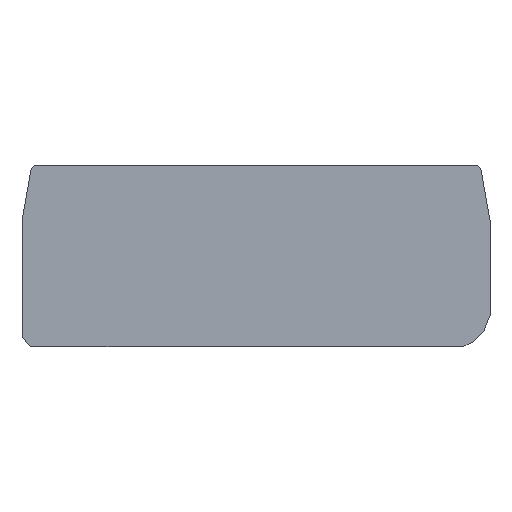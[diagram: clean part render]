
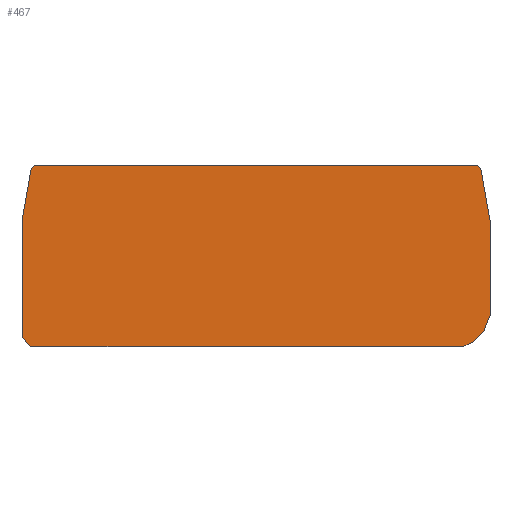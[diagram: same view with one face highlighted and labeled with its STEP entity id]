
A CAD part, top view. The second image highlights one B-rep face of the part: STEP entity #467.
In plain terms, the highlighted free-form (B-spline) face has degree [1, 1] with [2, 2] control points.
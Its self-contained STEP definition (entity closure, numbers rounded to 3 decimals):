
#33=CARTESIAN_POINT('',(-30.6,-10.6,2.2));
#34=VERTEX_POINT('',#33);
#40=CARTESIAN_POINT('',(-31.8,-9.4,2.2));
#41=VERTEX_POINT('',#40);
#42=CARTESIAN_POINT('',(-30.6,-10.6,2.2));
#43=CARTESIAN_POINT('',(-31.8,-10.6,2.2));
#44=CARTESIAN_POINT('',(-31.8,-9.4,2.2));
#45=(BOUNDED_CURVE()B_SPLINE_CURVE(2,(#42,#43,#44),.CIRCULAR_ARC.,.F.,.U.)B_SPLINE_CURVE_WITH_KNOTS((3,3),(0.,1.),.UNSPECIFIED.)CURVE()GEOMETRIC_REPRESENTATION_ITEM()RATIONAL_B_SPLINE_CURVE((1.,0.707,1.))REPRESENTATION_ITEM(''));
#46=EDGE_CURVE('',#34,#41,#45,.T.);
#70=CARTESIAN_POINT('',(-31.8,6.501,2.2));
#71=VERTEX_POINT('',#70);
#72=CARTESIAN_POINT('',(-31.8,-9.4,2.2));
#73=CARTESIAN_POINT('',(-31.8,6.501,2.2));
#74=B_SPLINE_CURVE_WITH_KNOTS('',1,(#72,#73),.POLYLINE_FORM.,.F.,.U.,(2,2),(0.,1.),.UNSPECIFIED.);
#75=EDGE_CURVE('',#41,#71,#74,.T.);
#98=CARTESIAN_POINT('',(-30.548,13.587,2.2));
#99=VERTEX_POINT('',#98);
#100=CARTESIAN_POINT('',(-31.8,6.501,2.2));
#101=CARTESIAN_POINT('',(-30.548,13.587,2.2));
#102=B_SPLINE_CURVE_WITH_KNOTS('',1,(#100,#101),.POLYLINE_FORM.,.F.,.U.,(2,2),(0.,1.),.UNSPECIFIED.);
#103=EDGE_CURVE('',#71,#99,#102,.T.);
#140=CARTESIAN_POINT('',(-30.055,14.,2.2));
#141=VERTEX_POINT('',#140);
#142=CARTESIAN_POINT('',(-30.548,13.587,2.2));
#143=CARTESIAN_POINT('',(-30.475,14.,2.2));
#144=CARTESIAN_POINT('',(-30.055,14.,2.2));
#145=(BOUNDED_CURVE()B_SPLINE_CURVE(2,(#142,#143,#144),.CIRCULAR_ARC.,.F.,.U.)B_SPLINE_CURVE_WITH_KNOTS((3,3),(0.,1.),.UNSPECIFIED.)CURVE()GEOMETRIC_REPRESENTATION_ITEM()RATIONAL_B_SPLINE_CURVE((1.,0.766,1.))REPRESENTATION_ITEM(''));
#146=EDGE_CURVE('',#99,#141,#145,.T.);
#171=CARTESIAN_POINT('',(28.102,-10.6,2.2));
#172=VERTEX_POINT('',#171);
#178=CARTESIAN_POINT('',(28.102,-10.6,2.2));
#179=CARTESIAN_POINT('',(-30.6,-10.6,2.2));
#180=B_SPLINE_CURVE_WITH_KNOTS('',1,(#178,#179),.POLYLINE_FORM.,.F.,.U.,(2,2),(0.,1.),.UNSPECIFIED.);
#181=EDGE_CURVE('',#172,#34,#180,.T.);
#199=CARTESIAN_POINT('',(31.8,6.501,2.2));
#200=VERTEX_POINT('',#199);
#206=CARTESIAN_POINT('',(31.8,-6.397,2.2));
#207=VERTEX_POINT('',#206);
#208=CARTESIAN_POINT('',(31.8,6.501,2.2));
#209=CARTESIAN_POINT('',(31.8,-6.397,2.2));
#210=B_SPLINE_CURVE_WITH_KNOTS('',1,(#208,#209),.POLYLINE_FORM.,.F.,.U.,(2,2),(0.,1.),.UNSPECIFIED.);
#211=EDGE_CURVE('',#200,#207,#210,.T.);
#248=CARTESIAN_POINT('',(30.959,-8.5,2.2));
#249=VERTEX_POINT('',#248);
#250=CARTESIAN_POINT('',(31.8,-6.397,2.2));
#251=CARTESIAN_POINT('',(31.8,-7.617,2.2));
#252=CARTESIAN_POINT('',(30.959,-8.5,2.2));
#253=(BOUNDED_CURVE()B_SPLINE_CURVE(2,(#250,#251,#252),.CIRCULAR_ARC.,.F.,.U.)B_SPLINE_CURVE_WITH_KNOTS((3,3),(0.,1.),.UNSPECIFIED.)CURVE()GEOMETRIC_REPRESENTATION_ITEM()RATIONAL_B_SPLINE_CURVE((1.,0.928,1.))REPRESENTATION_ITEM(''));
#254=EDGE_CURVE('',#207,#249,#253,.T.);
#278=CARTESIAN_POINT('',(29.55,-9.979,2.2));
#279=VERTEX_POINT('',#278);
#280=CARTESIAN_POINT('',(30.959,-8.5,2.2));
#281=CARTESIAN_POINT('',(29.55,-9.979,2.2));
#282=B_SPLINE_CURVE_WITH_KNOTS('',1,(#280,#281),.POLYLINE_FORM.,.F.,.U.,(2,2),(0.,1.),.UNSPECIFIED.);
#283=EDGE_CURVE('',#249,#279,#282,.T.);
#320=CARTESIAN_POINT('',(29.55,-9.979,2.2));
#321=CARTESIAN_POINT('',(28.959,-10.6,2.2));
#322=CARTESIAN_POINT('',(28.102,-10.6,2.2));
#323=(BOUNDED_CURVE()B_SPLINE_CURVE(2,(#320,#321,#322),.CIRCULAR_ARC.,.F.,.U.)B_SPLINE_CURVE_WITH_KNOTS((3,3),(0.,1.),.UNSPECIFIED.)CURVE()GEOMETRIC_REPRESENTATION_ITEM()RATIONAL_B_SPLINE_CURVE((1.,0.919,1.))REPRESENTATION_ITEM(''));
#324=EDGE_CURVE('',#279,#172,#323,.T.);
#343=CARTESIAN_POINT('',(30.548,13.587,2.2));
#344=VERTEX_POINT('',#343);
#350=CARTESIAN_POINT('',(30.548,13.587,2.2));
#351=CARTESIAN_POINT('',(31.8,6.501,2.2));
#352=B_SPLINE_CURVE_WITH_KNOTS('',1,(#350,#351),.POLYLINE_FORM.,.F.,.U.,(2,2),(0.,1.),.UNSPECIFIED.);
#353=EDGE_CURVE('',#344,#200,#352,.T.);
#385=CARTESIAN_POINT('',(30.055,14.,2.2));
#386=VERTEX_POINT('',#385);
#392=CARTESIAN_POINT('',(30.055,14.,2.2));
#393=CARTESIAN_POINT('',(30.475,14.,2.2));
#394=CARTESIAN_POINT('',(30.548,13.587,2.2));
#395=(BOUNDED_CURVE()B_SPLINE_CURVE(2,(#392,#393,#394),.CIRCULAR_ARC.,.F.,.U.)B_SPLINE_CURVE_WITH_KNOTS((3,3),(0.,1.),.UNSPECIFIED.)CURVE()GEOMETRIC_REPRESENTATION_ITEM()RATIONAL_B_SPLINE_CURVE((1.,0.766,1.))REPRESENTATION_ITEM(''));
#396=EDGE_CURVE('',#386,#344,#395,.T.);
#420=CARTESIAN_POINT('',(-30.055,14.,2.2));
#421=CARTESIAN_POINT('',(30.055,14.,2.2));
#422=B_SPLINE_CURVE_WITH_KNOTS('',1,(#420,#421),.POLYLINE_FORM.,.F.,.U.,(2,2),(0.,1.),.UNSPECIFIED.);
#423=EDGE_CURVE('',#141,#386,#422,.T.);
#448=CARTESIAN_POINT('',(7014.078,-6855.672,2.2));
#449=CARTESIAN_POINT('',(-7964.414,-6855.672,2.2));
#450=CARTESIAN_POINT('',(7014.078,7974.827,2.2));
#451=CARTESIAN_POINT('',(-7964.414,7974.827,2.2));
#452=B_SPLINE_SURFACE_WITH_KNOTS('',1,1,((#448,#449),(#450,#451)),.PLANE_SURF.,.F.,.F.,.U.,(2,2),(2,2),(0.,1.),(0.,1.),.UNSPECIFIED.);
#453=ORIENTED_EDGE('',*,*,#146,.F.);
#454=ORIENTED_EDGE('',*,*,#103,.F.);
#455=ORIENTED_EDGE('',*,*,#75,.F.);
#456=ORIENTED_EDGE('',*,*,#46,.F.);
#457=ORIENTED_EDGE('',*,*,#181,.F.);
#458=ORIENTED_EDGE('',*,*,#324,.F.);
#459=ORIENTED_EDGE('',*,*,#283,.F.);
#460=ORIENTED_EDGE('',*,*,#254,.F.);
#461=ORIENTED_EDGE('',*,*,#211,.F.);
#462=ORIENTED_EDGE('',*,*,#353,.F.);
#463=ORIENTED_EDGE('',*,*,#396,.F.);
#464=ORIENTED_EDGE('',*,*,#423,.F.);
#465=EDGE_LOOP('',(#453,#454,#455,#456,#457,#458,#459,#460,#461,#462,#463,#464));
#466=FACE_OUTER_BOUND('',#465,.T.);
#467=ADVANCED_FACE('',(#466),#452,.T.);
